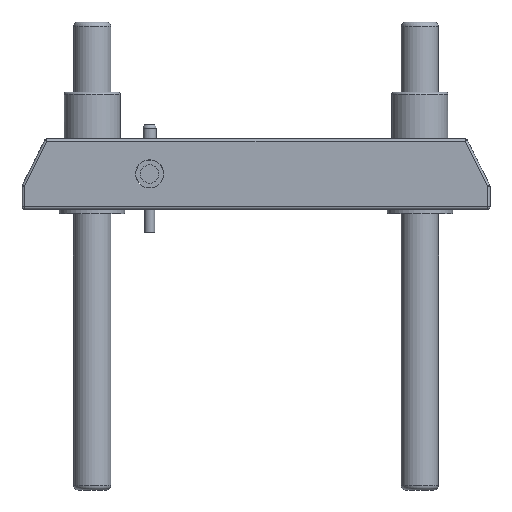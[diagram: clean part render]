
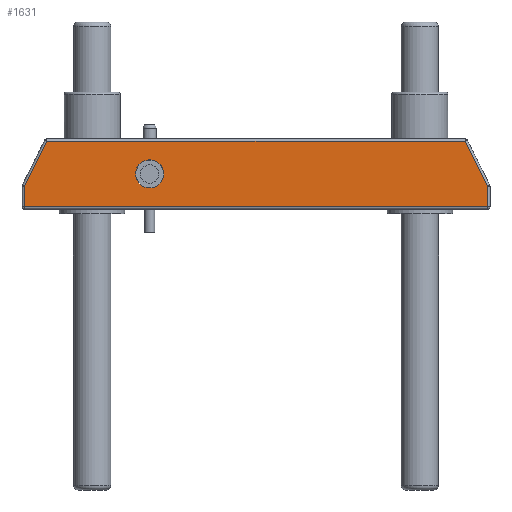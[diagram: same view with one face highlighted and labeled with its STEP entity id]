
A CAD part, front view. The second image highlights one B-rep face of the part: STEP entity #1631.
In plain terms, the highlighted planar face has unit normal (0, -1, 0).
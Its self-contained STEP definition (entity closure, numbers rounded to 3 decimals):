
#122=FACE_BOUND('',#358,.T.);
#148=PLANE('',#1861);
#230=FACE_OUTER_BOUND('',#357,.T.);
#357=EDGE_LOOP('',(#1318,#1319,#1320,#1321,#1322,#1323));
#358=EDGE_LOOP('',(#1324));
#459=LINE('',#2894,#526);
#460=LINE('',#2896,#527);
#461=LINE('',#2899,#528);
#462=LINE('',#2901,#529);
#463=LINE('',#2903,#530);
#464=LINE('',#2905,#531);
#526=VECTOR('',#2288,10.);
#527=VECTOR('',#2291,10.);
#528=VECTOR('',#2296,10.);
#529=VECTOR('',#2299,10.);
#530=VECTOR('',#2302,10.);
#531=VECTOR('',#2305,10.);
#560=CIRCLE('',#1731,3.);
#695=VERTEX_POINT('',#2572);
#747=VERTEX_POINT('',#2808);
#751=VERTEX_POINT('',#2822);
#755=VERTEX_POINT('',#2840);
#759=VERTEX_POINT('',#2852);
#761=VERTEX_POINT('',#2867);
#763=VERTEX_POINT('',#2878);
#835=EDGE_CURVE('',#695,#695,#560,.T.);
#953=EDGE_CURVE('',#759,#751,#459,.T.);
#954=EDGE_CURVE('',#763,#759,#460,.T.);
#955=EDGE_CURVE('',#751,#747,#461,.T.);
#956=EDGE_CURVE('',#755,#761,#462,.T.);
#957=EDGE_CURVE('',#761,#763,#463,.T.);
#958=EDGE_CURVE('',#747,#755,#464,.T.);
#1318=ORIENTED_EDGE('',*,*,#956,.F.);
#1319=ORIENTED_EDGE('',*,*,#958,.F.);
#1320=ORIENTED_EDGE('',*,*,#955,.F.);
#1321=ORIENTED_EDGE('',*,*,#953,.F.);
#1322=ORIENTED_EDGE('',*,*,#954,.F.);
#1323=ORIENTED_EDGE('',*,*,#957,.F.);
#1324=ORIENTED_EDGE('',*,*,#835,.T.);
#1631=ADVANCED_FACE('',(#230,#122),#148,.F.);
#1731=AXIS2_PLACEMENT_3D('',#2573,#2006,#2007);
#1861=AXIS2_PLACEMENT_3D('',#2908,#2309,#2310);
#2006=DIRECTION('center_axis',(0.,1.,0.));
#2007=DIRECTION('ref_axis',(0.,0.,-1.));
#2288=DIRECTION('',(0.,0.,-1.));
#2291=DIRECTION('',(0.447,0.,-0.894));
#2296=DIRECTION('',(-1.,0.,0.));
#2299=DIRECTION('',(0.447,0.,0.894));
#2302=DIRECTION('',(1.,0.,0.));
#2305=DIRECTION('',(0.,0.,1.));
#2309=DIRECTION('center_axis',(0.,1.,0.));
#2310=DIRECTION('ref_axis',(1.,0.,0.));
#2572=CARTESIAN_POINT('',(-22.72,0.,10.542));
#2573=CARTESIAN_POINT('Origin',(-22.72,0.,7.542));
#2808=CARTESIAN_POINT('',(-49.5,0.,0.5));
#2822=CARTESIAN_POINT('',(49.5,0.,0.5));
#2840=CARTESIAN_POINT('',(-49.5,0.,4.882));
#2852=CARTESIAN_POINT('',(49.5,0.,4.882));
#2867=CARTESIAN_POINT('',(-44.691,0.,14.5));
#2878=CARTESIAN_POINT('',(44.691,0.,14.5));
#2894=CARTESIAN_POINT('',(49.5,0.,6.25));
#2896=CARTESIAN_POINT('',(41.553,0.,20.776));
#2899=CARTESIAN_POINT('',(25.,0.,0.5));
#2901=CARTESIAN_POINT('',(-44.053,0.,15.776));
#2903=CARTESIAN_POINT('',(-22.5,0.,14.5));
#2905=CARTESIAN_POINT('',(-49.5,0.,3.75));
#2908=CARTESIAN_POINT('Origin',(0.,0.,7.5));
